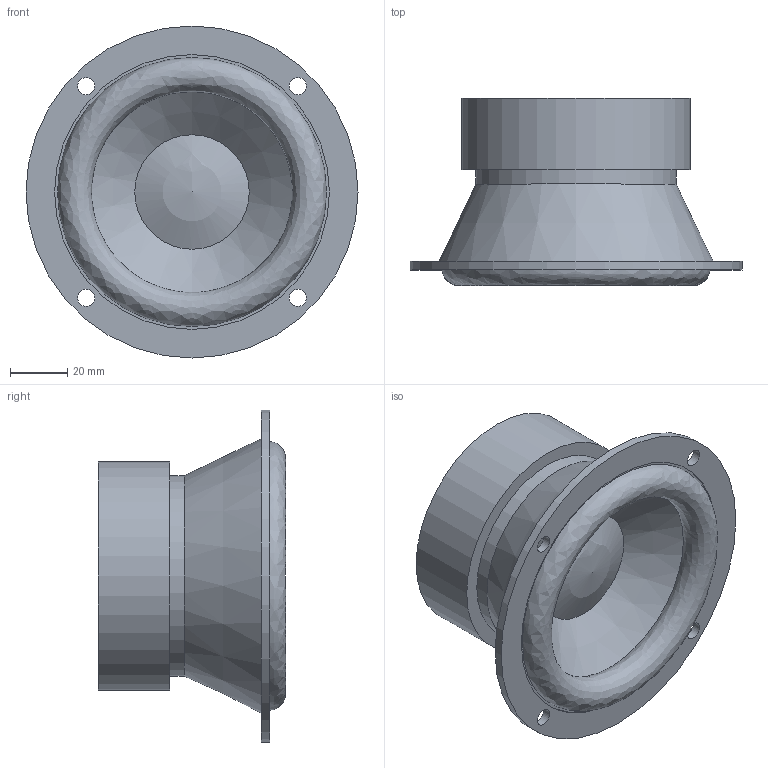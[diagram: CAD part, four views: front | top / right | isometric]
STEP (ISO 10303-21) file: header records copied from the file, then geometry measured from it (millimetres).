
FILE_DESCRIPTION(('FreeCAD Model'),'2;1');
FILE_NAME('TCP115.step', '2020-04-03T16:25:30',('Author'),(''), 'Open CASCADE STEP processor 6.8','FreeCAD','Unknown');
FILE_SCHEMA(('AUTOMOTIVE_DESIGN_CC2 { 1 2 10303 214 -1 1 5 4 }'));
Length unit declared in the file: millimetre
Products named in the file (1): TCP115
Bounding box: 116 x 65.5 x 116 mm (x, y, z)
Volume: 288675.4 mm3; surface area: 40403.6 mm2
Topology: 1 solids, 1 shells, 17 faces, 33 edges, 21 vertices
Faces by surface type: cylinder 8, plane 5, cone 2, revolution 1, sphere 1
Full cylindrical faces by diameter (mm): 6 x4, 70 x1, 80 x1, 96 x1, 116 x1
Entity records: 924 total; most frequent: CARTESIAN_POINT 190, DIRECTION 146, ORIENTED_EDGE 64, PCURVE 64, DEFINITIONAL_REPRESENTATION 64, LINE 57, VECTOR 57, AXIS2_PLACEMENT_3D 40
